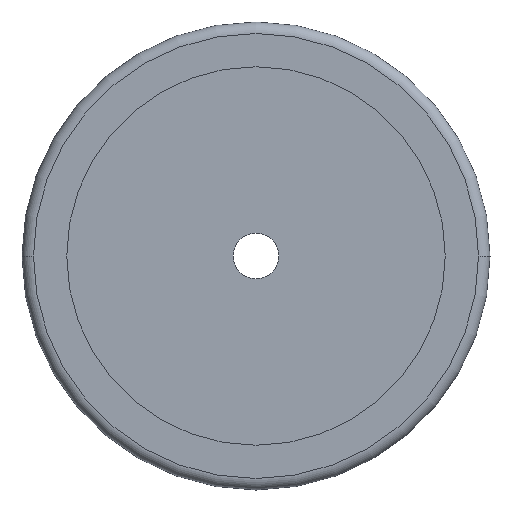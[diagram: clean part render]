
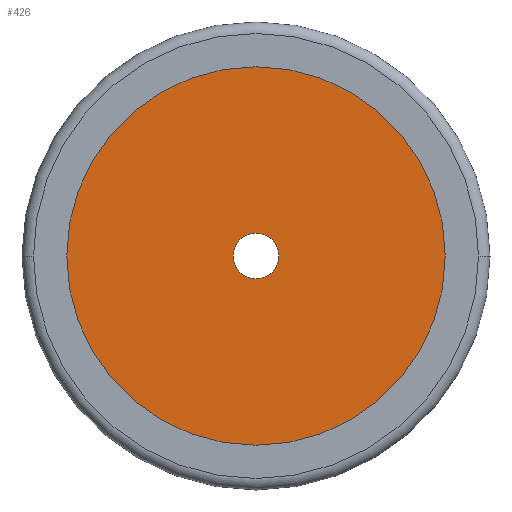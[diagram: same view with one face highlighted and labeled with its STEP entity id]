
A CAD part, front view. The second image highlights one B-rep face of the part: STEP entity #426.
In plain terms, the highlighted planar face has unit normal (0, -1, 0).
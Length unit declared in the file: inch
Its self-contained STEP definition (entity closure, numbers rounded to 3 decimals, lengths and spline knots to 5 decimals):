
#93=CARTESIAN_POINT('',(0.,0.13175,0.));
#94=DIRECTION('',(0.,-1.,0.));
#95=DIRECTION('',(1.,0.,0.));
#96=AXIS2_PLACEMENT_3D('',#93,#94,#95);
#98=CARTESIAN_POINT('',(0.,0.13175,0.));
#99=DIRECTION('',(0.,-1.,0.));
#100=DIRECTION('',(-1.,0.,0.));
#101=AXIS2_PLACEMENT_3D('',#98,#99,#100);
#121=CARTESIAN_POINT('',(0.,0.13175,0.));
#122=DIRECTION('',(0.,-1.,0.));
#123=DIRECTION('',(1.,0.,0.));
#124=AXIS2_PLACEMENT_3D('',#121,#122,#123);
#212=CARTESIAN_POINT('',(0.,0.13175,0.));
#213=DIRECTION('',(0.,-1.,0.));
#214=DIRECTION('',(-1.,0.,0.));
#215=AXIS2_PLACEMENT_3D('',#212,#213,#214);
#241=CARTESIAN_POINT('',(0.825,0.13175,0.));
#242=CARTESIAN_POINT('',(-0.825,0.13175,0.));
#243=VERTEX_POINT('',#241);
#244=VERTEX_POINT('',#242);
#265=CARTESIAN_POINT('',(0.1,0.13175,0.));
#266=CARTESIAN_POINT('',(-0.1,0.13175,0.));
#267=VERTEX_POINT('',#265);
#268=VERTEX_POINT('',#266);
#410=CARTESIAN_POINT('',(0.,0.13175,0.));
#411=DIRECTION('',(0.,-1.,0.));
#412=DIRECTION('',(1.,0.,0.));
#413=AXIS2_PLACEMENT_3D('',#410,#411,#412);
#414=PLANE('',#413);
#416=ORIENTED_EDGE('',*,*,#415,.F.);
#418=ORIENTED_EDGE('',*,*,#417,.F.);
#419=EDGE_LOOP('',(#416,#418));
#420=FACE_OUTER_BOUND('',#419,.F.);
#421=ORIENTED_EDGE('',*,*,#400,.T.);
#423=ORIENTED_EDGE('',*,*,#422,.T.);
#424=EDGE_LOOP('',(#421,#423));
#425=FACE_BOUND('',#424,.F.);
#426=ADVANCED_FACE('',(#420,#425),#414,.T.);
#97=CIRCLE('',#96,0.1);
#102=CIRCLE('',#101,0.1);
#125=CIRCLE('',#124,0.825);
#216=CIRCLE('',#215,0.825);
#400=EDGE_CURVE('',#267,#268,#97,.T.);
#415=EDGE_CURVE('',#243,#244,#125,.T.);
#417=EDGE_CURVE('',#244,#243,#216,.T.);
#422=EDGE_CURVE('',#268,#267,#102,.T.);
